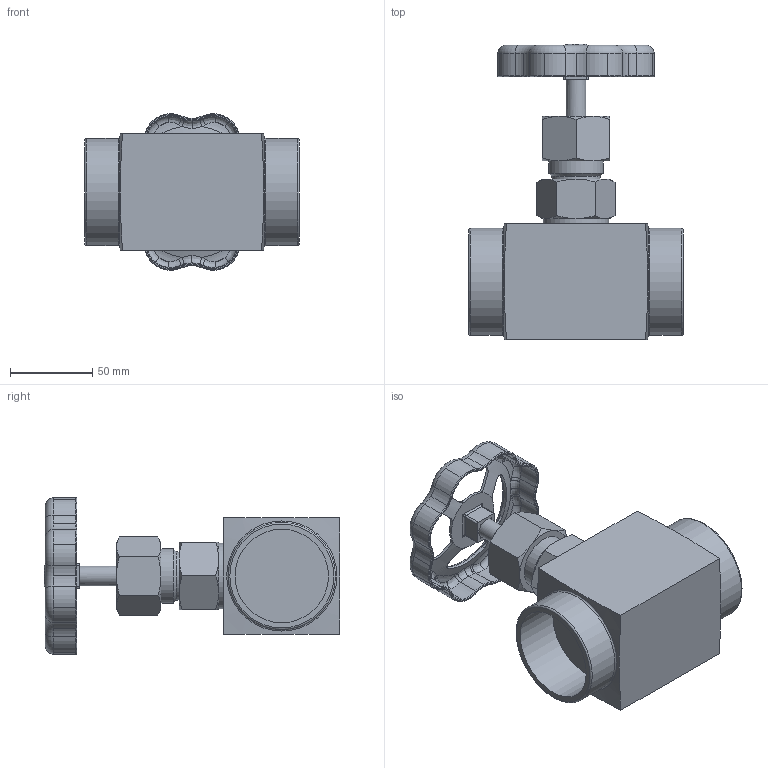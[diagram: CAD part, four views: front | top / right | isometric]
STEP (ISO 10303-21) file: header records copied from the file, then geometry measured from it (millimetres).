
FILE_DESCRIPTION(/* description */ (''),/* implementation_level */ '2;1');
FILE_NAME(/* name */ 'AC-3010-050-2K.stp',/* time_stamp */ '2021-07-01T11:50:03+02:00',/* author */ ('yadamsuren'),/* organization */ (''),/* preprocessor_version */ 'ST-DEVELOPER v17.2',/* originating_system */ 'Autodesk Inventor 2019',/* authorisation */ '');
FILE_SCHEMA (('AUTOMOTIVE_DESIGN { 1 0 10303 214 3 1 1 }'));
Length unit declared in the file: millimetre
Products named in the file (5): AC301028; AC301028-GEH; AC-HANDRAD-28; DIN 125-1  A A 8.4; DIN EN 24 032  (Regelgewinde) M8
Assembly tree (4 placements, depth 2):
  AC301028
    AC301028-GEH
    AC-HANDRAD-28
    DIN 125-1  A A 8.4
    DIN EN 24 032  (Regelgewinde) M8
Bounding box: 130 x 179.4 x 94.81 mm (x, y, z)
Volume: 544744 mm3; surface area: 87821.4 mm2
Topology: 4 solids, 4 shells, 344 faces, 925 edges, 588 vertices
Faces by surface type: cylinder 105, torus 73, plane 73, bspline 52, cone 41
Full cylindrical faces by diameter (mm): 6.647 x1, 8 x1, 8.4 x1, 12 x1, 16 x1, 29.5 x1, 33 x1, 40 x1, 56.656 x2, 65 x2, 68.5 x1
Entity records: 13323 total; most frequent: CARTESIAN_POINT 4746, ORIENTED_EDGE 1842, DIRECTION 1796, EDGE_CURVE 921, AXIS2_PLACEMENT_3D 804, VERTEX_POINT 588, CIRCLE 495, EDGE_LOOP 361
